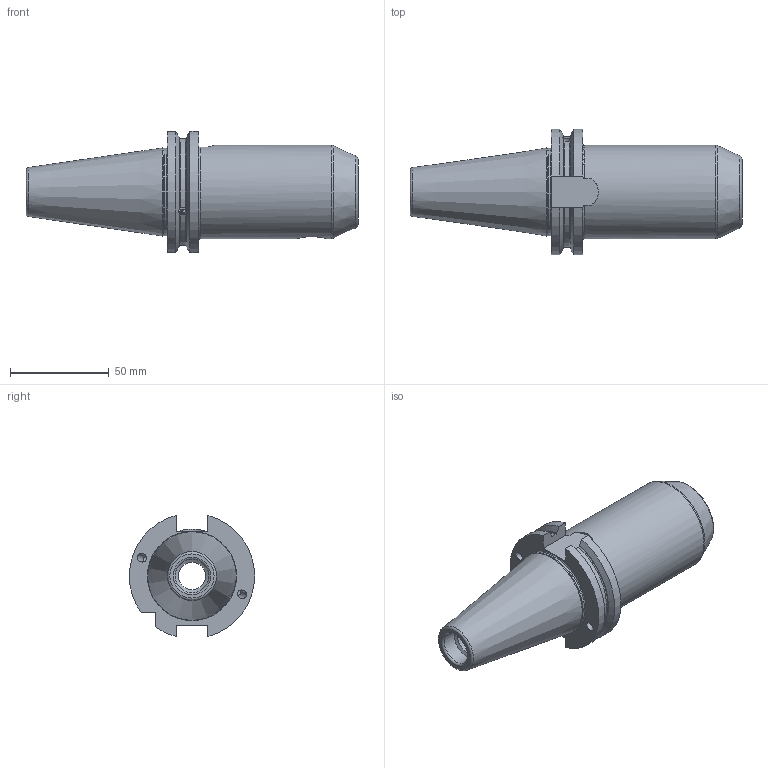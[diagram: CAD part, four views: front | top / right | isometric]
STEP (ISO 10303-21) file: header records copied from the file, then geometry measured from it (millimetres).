
FILE_DESCRIPTION((''),'2;1');
FILE_NAME('7140041-36.stp','2014-03-24T14:18:51',('SCHUESSLER'),(''),'Autodesk Inventor 2012','Autodesk Inventor 2012','');
FILE_SCHEMA(('AUTOMOTIVE_DESIGN { 1 0 10303 214 1 1 1 1 }'));
Length unit declared in the file: millimetre
Products named in the file (1): 7140041-36
Bounding box: 168.4 x 63.54 x 61.48 mm (x, y, z)
Volume: 219373 mm3; surface area: 37283.5 mm2
Topology: 1 solids, 1 shells, 85 faces, 239 edges, 158 vertices
Faces by surface type: cylinder 27, plane 25, torus 18, cone 15
Full cylindrical faces by diameter (mm): 2.5 x2, 4.2 x4, 10 x1, 11.835 x1, 14 x1, 16 x1, 17 x2, 44.25 x1, 47.5 x1
Entity records: 2883 total; most frequent: CARTESIAN_POINT 918, DIRECTION 392, ORIENTED_EDGE 382, EDGE_CURVE 191, AXIS2_PLACEMENT_3D 166, VERTEX_POINT 141, EDGE_LOOP 128, FACE_OUTER_BOUND 84
